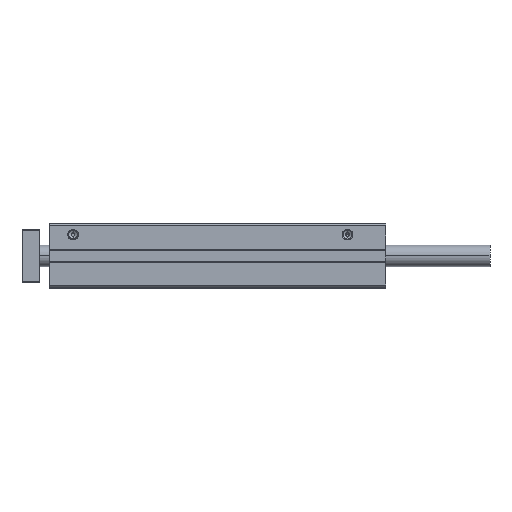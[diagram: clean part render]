
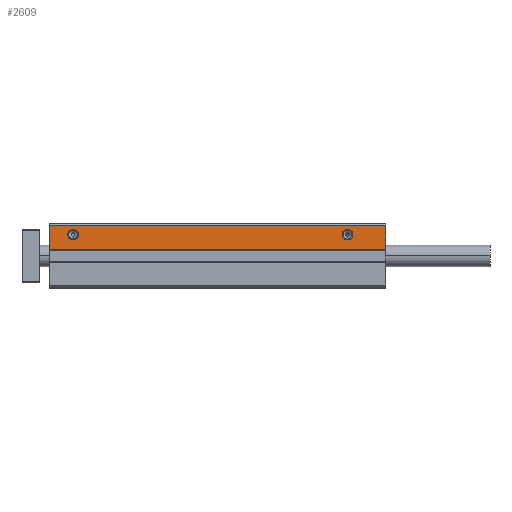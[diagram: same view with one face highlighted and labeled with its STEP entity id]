
A CAD part, top view. The second image highlights one B-rep face of the part: STEP entity #2609.
In plain terms, the highlighted planar face has unit normal (0, 0, 1).
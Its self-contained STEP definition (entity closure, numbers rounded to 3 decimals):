
#230 = EDGE_CURVE ( 'NONE', #10098, #6412, #3660, .T. ) ;
#455 = DIRECTION ( 'NONE',  ( 1., 0., 0. ) ) ;
#648 = EDGE_CURVE ( 'NONE', #2472, #10496, #12285, .T. ) ;
#975 = EDGE_CURVE ( 'NONE', #5595, #8050, #11571, .T. ) ;
#988 = DIRECTION ( 'NONE',  ( 1., 0., 0. ) ) ;
#1023 = CARTESIAN_POINT ( 'NONE',  ( 13.5, 10., 32. ) ) ;
#1346 = CARTESIAN_POINT ( 'NONE',  ( 8.5, 10., 32. ) ) ;
#1545 = CARTESIAN_POINT ( 'NONE',  ( 0., 3., 32. ) ) ;
#1777 = EDGE_CURVE ( 'NONE', #10496, #2472, #8659, .T. ) ;
#2129 = EDGE_CURVE ( 'NONE', #10960, #10706, #4786, .T. ) ;
#2452 = EDGE_LOOP ( 'NONE', ( #7738, #6536 ) ) ;
#2469 = CARTESIAN_POINT ( 'NONE',  ( 158., 3., 32. ) ) ;
#2472 = VERTEX_POINT ( 'NONE', #1346 ) ;
#2593 = DIRECTION ( 'NONE',  ( 1., 0., 0. ) ) ;
#2609 = ADVANCED_FACE ( 'NONE', ( #4490, #12264, #11363 ), #6411, .T. ) ;
#2709 = CARTESIAN_POINT ( 'NONE',  ( 0., 3., 32. ) ) ;
#2745 = ORIENTED_EDGE ( 'NONE', *, *, #1777, .T. ) ;
#2774 = DIRECTION ( 'NONE',  ( 0., -1., 0. ) ) ;
#3031 = CARTESIAN_POINT ( 'NONE',  ( 0., 14.2, 32. ) ) ;
#3278 = DIRECTION ( 'NONE',  ( -1., 0., 0. ) ) ;
#3483 = VECTOR ( 'NONE', #8360, 1000. ) ;
#3615 = CARTESIAN_POINT ( 'NONE',  ( 11., 10., 32. ) ) ;
#3660 = LINE ( 'NONE', #12396, #3483 ) ;
#4419 = CARTESIAN_POINT ( 'NONE',  ( 142.5, 10., 32. ) ) ;
#4490 = FACE_OUTER_BOUND ( 'NONE', #12608, .T. ) ;
#4516 = DIRECTION ( 'NONE',  ( 0., 0., -1. ) ) ;
#4561 = CARTESIAN_POINT ( 'NONE',  ( 140., 10., 32. ) ) ;
#4786 = CIRCLE ( 'NONE', #10524, 2.5 ) ;
#4825 = EDGE_CURVE ( 'NONE', #6412, #8050, #12205, .T. ) ;
#5338 = DIRECTION ( 'NONE',  ( 0., 0., -1. ) ) ;
#5595 = VERTEX_POINT ( 'NONE', #10224 ) ;
#5735 = ORIENTED_EDGE ( 'NONE', *, *, #10033, .T. ) ;
#5739 = AXIS2_PLACEMENT_3D ( 'NONE', #5864, #12607, #988 ) ;
#5864 = CARTESIAN_POINT ( 'NONE',  ( 11., 10., 32. ) ) ;
#6289 = CARTESIAN_POINT ( 'NONE',  ( 158., 14.2, 32. ) ) ;
#6411 = PLANE ( 'NONE',  #7664 ) ;
#6412 = VERTEX_POINT ( 'NONE', #2469 ) ;
#6536 = ORIENTED_EDGE ( 'NONE', *, *, #2129, .T. ) ;
#6567 = AXIS2_PLACEMENT_3D ( 'NONE', #8292, #5338, #455 ) ;
#7003 = CARTESIAN_POINT ( 'NONE',  ( 0., 3., 32. ) ) ;
#7573 = DIRECTION ( 'NONE',  ( 0., 0., -1. ) ) ;
#7642 = CARTESIAN_POINT ( 'NONE',  ( 0., 3., 32. ) ) ;
#7664 = AXIS2_PLACEMENT_3D ( 'NONE', #1545, #12195, #12451 ) ;
#7738 = ORIENTED_EDGE ( 'NONE', *, *, #10156, .T. ) ;
#8050 = VERTEX_POINT ( 'NONE', #2709 ) ;
#8225 = EDGE_LOOP ( 'NONE', ( #2745, #9741 ) ) ;
#8292 = CARTESIAN_POINT ( 'NONE',  ( 140., 10., 32. ) ) ;
#8360 = DIRECTION ( 'NONE',  ( 0., -1., 0. ) ) ;
#8422 = DIRECTION ( 'NONE',  ( 1., 0., 0. ) ) ;
#8659 = CIRCLE ( 'NONE', #9480, 2.5 ) ;
#9039 = CIRCLE ( 'NONE', #6567, 2.5 ) ;
#9272 = CARTESIAN_POINT ( 'NONE',  ( 137.5, 10., 32. ) ) ;
#9480 = AXIS2_PLACEMENT_3D ( 'NONE', #3615, #4516, #2593 ) ;
#9587 = ORIENTED_EDGE ( 'NONE', *, *, #975, .T. ) ;
#9639 = LINE ( 'NONE', #3031, #9644 ) ;
#9644 = VECTOR ( 'NONE', #10601, 1000. ) ;
#9741 = ORIENTED_EDGE ( 'NONE', *, *, #648, .T. ) ;
#9797 = VECTOR ( 'NONE', #2774, 1000. ) ;
#10033 = EDGE_CURVE ( 'NONE', #10098, #5595, #9639, .T. ) ;
#10068 = ORIENTED_EDGE ( 'NONE', *, *, #230, .F. ) ;
#10098 = VERTEX_POINT ( 'NONE', #6289 ) ;
#10156 = EDGE_CURVE ( 'NONE', #10706, #10960, #9039, .T. ) ;
#10224 = CARTESIAN_POINT ( 'NONE',  ( 0., 14.2, 32. ) ) ;
#10496 = VERTEX_POINT ( 'NONE', #1023 ) ;
#10524 = AXIS2_PLACEMENT_3D ( 'NONE', #4561, #7573, #8422 ) ;
#10601 = DIRECTION ( 'NONE',  ( -1., 0., 0. ) ) ;
#10706 = VERTEX_POINT ( 'NONE', #4419 ) ;
#10960 = VERTEX_POINT ( 'NONE', #9272 ) ;
#11363 = FACE_BOUND ( 'NONE', #2452, .T. ) ;
#11571 = LINE ( 'NONE', #7642, #9797 ) ;
#11776 = VECTOR ( 'NONE', #3278, 1000. ) ;
#12106 = ORIENTED_EDGE ( 'NONE', *, *, #4825, .F. ) ;
#12195 = DIRECTION ( 'NONE',  ( 0., 0., 1. ) ) ;
#12205 = LINE ( 'NONE', #7003, #11776 ) ;
#12264 = FACE_BOUND ( 'NONE', #8225, .T. ) ;
#12285 = CIRCLE ( 'NONE', #5739, 2.5 ) ;
#12396 = CARTESIAN_POINT ( 'NONE',  ( 158., 0., 32. ) ) ;
#12451 = DIRECTION ( 'NONE',  ( 1., 0., 0. ) ) ;
#12607 = DIRECTION ( 'NONE',  ( 0., 0., -1. ) ) ;
#12608 = EDGE_LOOP ( 'NONE', ( #9587, #12106, #10068, #5735 ) ) ;
